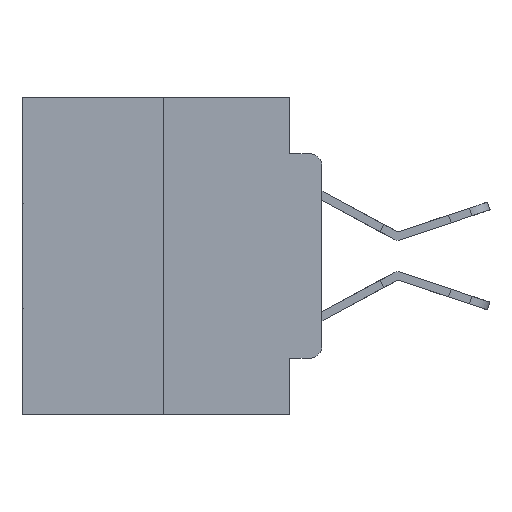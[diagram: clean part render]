
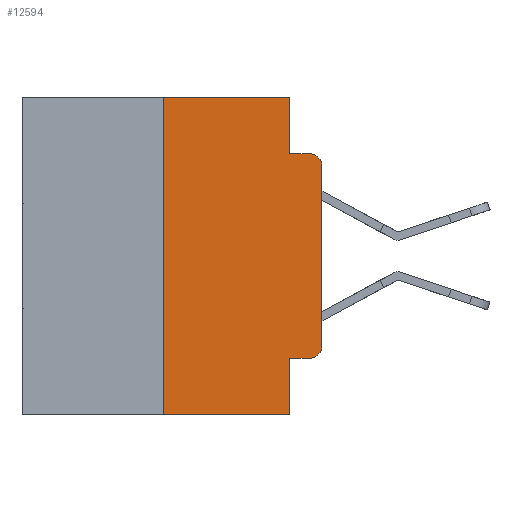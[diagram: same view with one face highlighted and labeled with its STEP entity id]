
A CAD part, left-side view. The second image highlights one B-rep face of the part: STEP entity #12594.
In plain terms, the highlighted planar face has unit normal (-1, 0, 0).
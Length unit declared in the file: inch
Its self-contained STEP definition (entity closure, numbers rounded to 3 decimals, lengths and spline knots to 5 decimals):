
#65 = EDGE_CURVE ( 'NONE', #17612, #9124, #23133, .T. ) ;
#170 = AXIS2_PLACEMENT_3D ( 'NONE', #23018, #5308, #16312 ) ;
#235 = VERTEX_POINT ( 'NONE', #20991 ) ;
#569 = DIRECTION ( 'NONE',  ( 0., -1., 0. ) ) ;
#909 = CARTESIAN_POINT ( 'NONE',  ( 0., 0.02, -0.0885 ) ) ;
#1577 = VERTEX_POINT ( 'NONE', #21304 ) ;
#1630 = ORIENTED_EDGE ( 'NONE', *, *, #7026, .T. ) ;
#2157 = VERTEX_POINT ( 'NONE', #25459 ) ;
#2490 = ORIENTED_EDGE ( 'NONE', *, *, #7199, .T. ) ;
#2703 = DIRECTION ( 'NONE',  ( 0., 0., -1. ) ) ;
#2981 = DIRECTION ( 'NONE',  ( 0., 0., -1. ) ) ;
#3093 = CARTESIAN_POINT ( 'NONE',  ( 0., 0.25, 0. ) ) ;
#3352 = ORIENTED_EDGE ( 'NONE', *, *, #12414, .T. ) ;
#3612 = EDGE_CURVE ( 'NONE', #1577, #5630, #28558, .T. ) ;
#3708 = CARTESIAN_POINT ( 'NONE',  ( 0., 0.051, -0.4115 ) ) ;
#4265 = LINE ( 'NONE', #10225, #7718 ) ;
#4602 = VERTEX_POINT ( 'NONE', #21856 ) ;
#4820 = LINE ( 'NONE', #22898, #28424 ) ;
#5308 = DIRECTION ( 'NONE',  ( -1., 0., 0. ) ) ;
#5403 = EDGE_CURVE ( 'NONE', #9124, #11844, #4820, .T. ) ;
#5630 = VERTEX_POINT ( 'NONE', #8714 ) ;
#5730 = CIRCLE ( 'NONE', #170, 0.02 ) ;
#6770 = DIRECTION ( 'NONE',  ( 0., 0., 1. ) ) ;
#7026 = EDGE_CURVE ( 'NONE', #2157, #4602, #19978, .T. ) ;
#7133 = DIRECTION ( 'NONE',  ( 0., -1., 0. ) ) ;
#7199 = EDGE_CURVE ( 'NONE', #21811, #5630, #25224, .T. ) ;
#7699 = PLANE ( 'NONE',  #25209 ) ;
#7718 = VECTOR ( 'NONE', #8282, 39.37008 ) ;
#7991 = ORIENTED_EDGE ( 'NONE', *, *, #17507, .F. ) ;
#8137 = CIRCLE ( 'NONE', #9018, 0.02 ) ;
#8282 = DIRECTION ( 'NONE',  ( 0., -1., 0. ) ) ;
#8319 = CARTESIAN_POINT ( 'NONE',  ( 0., 0.051, 0. ) ) ;
#8532 = DIRECTION ( 'NONE',  ( 1., 0., 0. ) ) ;
#8714 = CARTESIAN_POINT ( 'NONE',  ( 0., 0.051, -0.5 ) ) ;
#8982 = LINE ( 'NONE', #3093, #15222 ) ;
#9018 = AXIS2_PLACEMENT_3D ( 'NONE', #20640, #27392, #2981 ) ;
#9124 = VERTEX_POINT ( 'NONE', #26660 ) ;
#9349 = ORIENTED_EDGE ( 'NONE', *, *, #22994, .T. ) ;
#10225 = CARTESIAN_POINT ( 'NONE',  ( 0., 0.473, 0. ) ) ;
#11068 = LINE ( 'NONE', #3708, #28135 ) ;
#11440 = ORIENTED_EDGE ( 'NONE', *, *, #65, .F. ) ;
#11656 = DIRECTION ( 'NONE',  ( 0., 0., 1. ) ) ;
#11844 = VERTEX_POINT ( 'NONE', #909 ) ;
#12275 = CARTESIAN_POINT ( 'NONE',  ( 0., 0.051, 0. ) ) ;
#12393 = VECTOR ( 'NONE', #6770, 39.37008 ) ;
#12414 = EDGE_CURVE ( 'NONE', #4602, #11844, #5730, .T. ) ;
#12535 = VECTOR ( 'NONE', #2703, 39.37008 ) ;
#12594 = ADVANCED_FACE ( 'NONE', ( #24537 ), #7699, .F. ) ;
#13209 = ORIENTED_EDGE ( 'NONE', *, *, #15364, .F. ) ;
#14103 = CARTESIAN_POINT ( 'NONE',  ( 0., 0.25, 0. ) ) ;
#15137 = CARTESIAN_POINT ( 'NONE',  ( 0., 0.473, 0. ) ) ;
#15222 = VECTOR ( 'NONE', #11656, 39.37008 ) ;
#15364 = EDGE_CURVE ( 'NONE', #21887, #17612, #4265, .T. ) ;
#15453 = EDGE_LOOP ( 'NONE', ( #1630, #3352, #25056, #11440, #13209, #7991, #2490, #28690, #18483, #9349 ) ) ;
#15502 = VECTOR ( 'NONE', #7133, 39.37008 ) ;
#16312 = DIRECTION ( 'NONE',  ( 0., 0., -1. ) ) ;
#16524 = VECTOR ( 'NONE', #25950, 39.37008 ) ;
#17507 = EDGE_CURVE ( 'NONE', #21811, #21887, #8982, .T. ) ;
#17612 = VERTEX_POINT ( 'NONE', #8319 ) ;
#18156 = CARTESIAN_POINT ( 'NONE',  ( 0., 0.473, -0.5 ) ) ;
#18209 = EDGE_CURVE ( 'NONE', #1577, #235, #11068, .T. ) ;
#18329 = CARTESIAN_POINT ( 'NONE',  ( 0., 0.051, 0. ) ) ;
#18483 = ORIENTED_EDGE ( 'NONE', *, *, #18209, .T. ) ;
#19252 = DIRECTION ( 'NONE',  ( 0., -1., 0. ) ) ;
#19978 = LINE ( 'NONE', #24718, #12393 ) ;
#20640 = CARTESIAN_POINT ( 'NONE',  ( 0., 0.02, -0.3915 ) ) ;
#20809 = CARTESIAN_POINT ( 'NONE',  ( 0., 0.25, -0.5 ) ) ;
#20991 = CARTESIAN_POINT ( 'NONE',  ( 0., 0.02, -0.4115 ) ) ;
#21304 = CARTESIAN_POINT ( 'NONE',  ( 0., 0.051, -0.4115 ) ) ;
#21811 = VERTEX_POINT ( 'NONE', #20809 ) ;
#21856 = CARTESIAN_POINT ( 'NONE',  ( 0., 0., -0.1085 ) ) ;
#21887 = VERTEX_POINT ( 'NONE', #14103 ) ;
#22898 = CARTESIAN_POINT ( 'NONE',  ( 0., 0.051, -0.0885 ) ) ;
#22994 = EDGE_CURVE ( 'NONE', #235, #2157, #8137, .T. ) ;
#23018 = CARTESIAN_POINT ( 'NONE',  ( 0., 0.02, -0.1085 ) ) ;
#23133 = LINE ( 'NONE', #12275, #16524 ) ;
#24537 = FACE_OUTER_BOUND ( 'NONE', #15453, .T. ) ;
#24718 = CARTESIAN_POINT ( 'NONE',  ( 0., 0., 0. ) ) ;
#25056 = ORIENTED_EDGE ( 'NONE', *, *, #5403, .F. ) ;
#25209 = AXIS2_PLACEMENT_3D ( 'NONE', #15137, #8532, #26215 ) ;
#25224 = LINE ( 'NONE', #18156, #15502 ) ;
#25459 = CARTESIAN_POINT ( 'NONE',  ( 0., 0., -0.3915 ) ) ;
#25950 = DIRECTION ( 'NONE',  ( 0., 0., -1. ) ) ;
#26215 = DIRECTION ( 'NONE',  ( 0., 0., -1. ) ) ;
#26660 = CARTESIAN_POINT ( 'NONE',  ( 0., 0.051, -0.0885 ) ) ;
#27392 = DIRECTION ( 'NONE',  ( -1., 0., 0. ) ) ;
#28135 = VECTOR ( 'NONE', #19252, 39.37008 ) ;
#28424 = VECTOR ( 'NONE', #569, 39.37008 ) ;
#28558 = LINE ( 'NONE', #18329, #12535 ) ;
#28690 = ORIENTED_EDGE ( 'NONE', *, *, #3612, .F. ) ;
